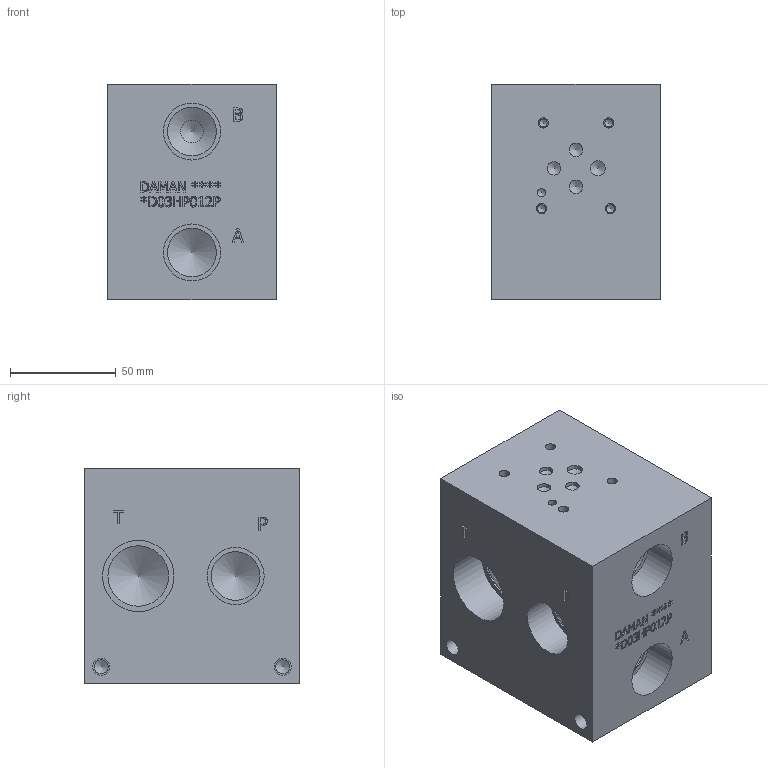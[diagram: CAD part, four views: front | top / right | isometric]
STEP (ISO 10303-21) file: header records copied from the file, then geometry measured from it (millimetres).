
FILE_DESCRIPTION(/* description */ (''),/* implementation_level */ '2;1');
FILE_NAME(/* name */ '_D03HP012P.stp',/* time_stamp */ '2020-05-05T11:59:56-04:00',/* author */ ('devonn'),/* organization */ (''),/* preprocessor_version */ 'ST-DEVELOPER v17',/* originating_system */ 'Autodesk Inventor 2019',/* authorisation */ '');
FILE_SCHEMA (('AUTOMOTIVE_DESIGN { 1 0 10303 214 3 1 1 }'));
Length unit declared in the file: millimetre
Products named in the file (1): Part_AD03HP012P_3D
Bounding box: 79.38 x 101.6 x 101.6 mm (x, y, z)
Volume: 730106.3 mm3; surface area: 67480.8 mm2
Topology: 1 solids, 1 shells, 481 faces, 1313 edges, 886 vertices
Faces by surface type: plane 310, bspline 117, cylinder 34, cone 20
Full cylindrical faces by diameter (mm): 3.785 x4, 3.962 x1, 4.826 x4, 6.35 x3, 6.528 x4, 7.137 x1, 7.925 x4, 10.719 x1, 23.012 x4, 26.924 x4, 28.575 x2, 33.706 x2
Entity records: 16085 total; most frequent: CARTESIAN_POINT 4183, ORIENTED_EDGE 2588, DIRECTION 1911, EDGE_CURVE 1294, LINE 939, VECTOR 939, VERTEX_POINT 886, EDGE_LOOP 552
